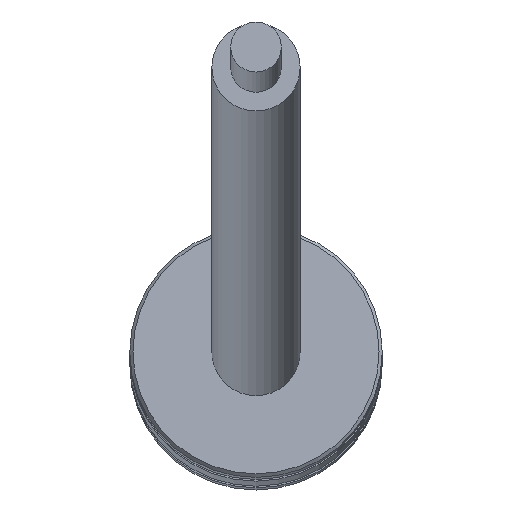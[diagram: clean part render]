
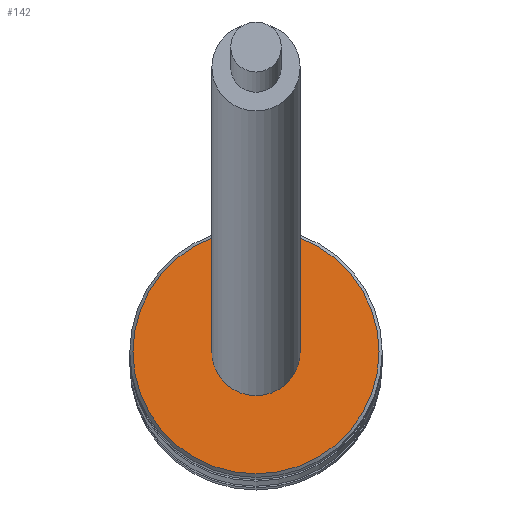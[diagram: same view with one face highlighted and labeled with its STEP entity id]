
A CAD part, front view. The second image highlights one B-rep face of the part: STEP entity #142.
In plain terms, the highlighted planar face has unit normal (0, -0.991, 0.133).
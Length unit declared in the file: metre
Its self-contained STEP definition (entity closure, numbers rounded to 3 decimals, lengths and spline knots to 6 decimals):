
#24=PLANE('',#170);
#30=ORIENTED_EDGE('',*,*,#54,.T.);
#31=ORIENTED_EDGE('',*,*,#55,.T.);
#54=EDGE_CURVE('',#66,#66,#78,.F.);
#55=EDGE_CURVE('',#67,#67,#79,.T.);
#66=VERTEX_POINT('',#252);
#67=VERTEX_POINT('',#254);
#78=CIRCLE('',#171,0.005556);
#79=CIRCLE('',#172,0.015478);
#90=EDGE_LOOP('',(#30));
#91=EDGE_LOOP('',(#31));
#114=FACE_BOUND('',#90,.T.);
#115=FACE_BOUND('',#91,.T.);
#142=ADVANCED_FACE('',(#114,#115),#24,.T.);
#170=AXIS2_PLACEMENT_3D('',#250,#200,#201);
#171=AXIS2_PLACEMENT_3D('',#251,#202,#203);
#172=AXIS2_PLACEMENT_3D('',#253,#204,#205);
#200=DIRECTION('',(0.,-0.991,0.133));
#201=DIRECTION('',(1.,0.,0.));
#202=DIRECTION('',(0.,-0.991,0.133));
#203=DIRECTION('',(0.,-0.133,-0.991));
#204=DIRECTION('',(0.,-0.991,0.133));
#205=DIRECTION('',(0.,-0.133,-0.991));
#250=CARTESIAN_POINT('',(0.4572,-0.485814,-0.086429));
#251=CARTESIAN_POINT('',(0.4572,-0.485814,-0.086429));
#252=CARTESIAN_POINT('',(0.4572,-0.486554,-0.091936));
#253=CARTESIAN_POINT('',(0.4572,-0.485814,-0.086429));
#254=CARTESIAN_POINT('',(0.4572,-0.487876,-0.101769));
